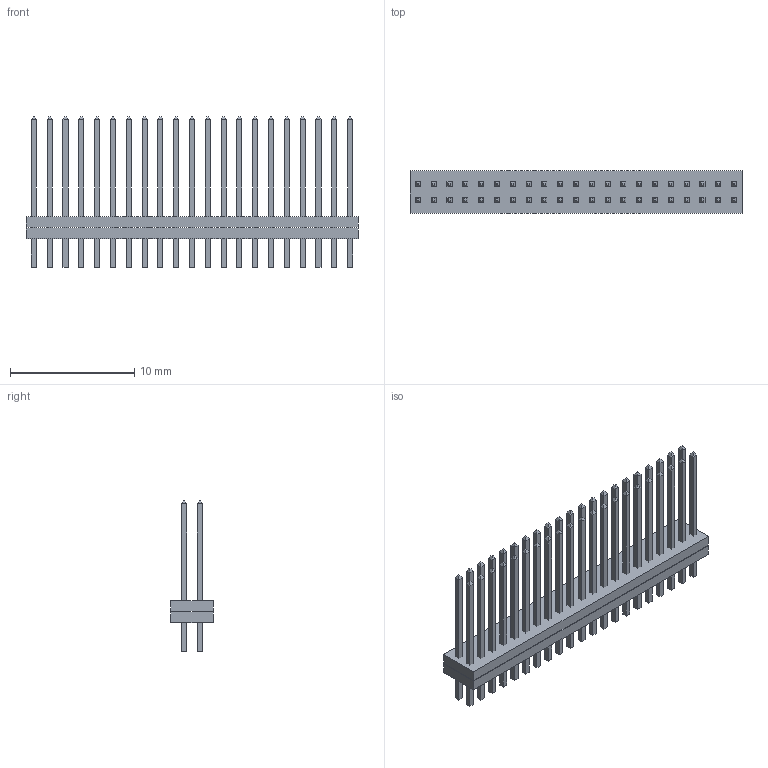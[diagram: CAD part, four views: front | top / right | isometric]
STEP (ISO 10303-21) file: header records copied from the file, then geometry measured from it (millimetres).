
FILE_DESCRIPTION(('FreeCAD Model'),'2;1');
FILE_NAME('Open CASCADE Shape Model','2025-01-25T11:48:06',(''),(''), 'Open CASCADE STEP processor 7.8','FreeCAD','Unknown');
FILE_SCHEMA(('AUTOMOTIVE_DESIGN { 1 0 10303 214 1 1 1 1 }'));
Length unit declared in the file: millimetre
Products named in the file (5): FW-21-04-G-D-070-315; FW-21-04-G-D-070-315_bottom_body; FW-21-04-G-D-070-315_pins1; FW-21-04-G-D-070-070_pins2; FW-21-04-G-D-070-315_top_body
Assembly tree (4 placements, depth 2):
  FW-21-04-G-D-070-315
    FW-21-04-G-D-070-315_bottom_body
    FW-21-04-G-D-070-315_pins1
    FW-21-04-G-D-070-070_pins2
    FW-21-04-G-D-070-315_top_body
Bounding box: 26.67 x 3.43 x 12.06 mm (x, y, z)
Volume: 260 mm3; surface area: 1460.6 mm2
Topology: 4 solids, 4 shells, 520 faces, 1368 edges, 856 vertices
Faces by surface type: plane 520
Entity records: 15586 total; most frequent: CARTESIAN_POINT 2749, ORIENTED_EDGE 2736, DIRECTION 2418, EDGE_CURVE 1368, LINE 1368, VECTOR 1368, VERTEX_POINT 856, AXIS2_PLACEMENT_3D 525
